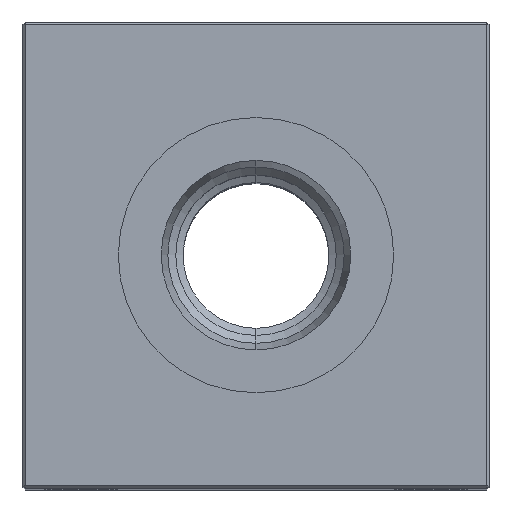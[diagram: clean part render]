
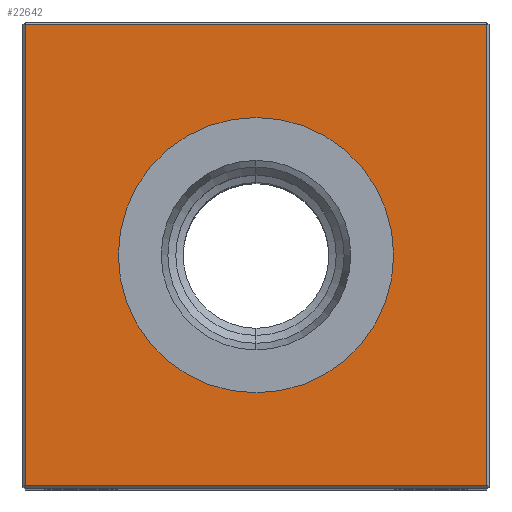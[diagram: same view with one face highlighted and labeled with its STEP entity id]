
A CAD part, top view. The second image highlights one B-rep face of the part: STEP entity #22642.
In plain terms, the highlighted planar face has unit normal (0, 0, 1).
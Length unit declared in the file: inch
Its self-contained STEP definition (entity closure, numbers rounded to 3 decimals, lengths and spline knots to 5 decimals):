
#1270 = ORIENTED_EDGE ( 'NONE', *, *, #16247, .T. ) ;
#2481 = AXIS2_PLACEMENT_3D ( 'NONE', #22067, #15917, #3360 ) ;
#3205 = EDGE_LOOP ( 'NONE', ( #13145, #25832 ) ) ;
#3319 = VERTEX_POINT ( 'NONE', #7982 ) ;
#3360 = DIRECTION ( 'NONE',  ( -1., 0., 0. ) ) ;
#3937 = ORIENTED_EDGE ( 'NONE', *, *, #24484, .T. ) ;
#4175 = CARTESIAN_POINT ( 'NONE',  ( -0.99, 0., 4.25 ) ) ;
#5443 = DIRECTION ( 'NONE',  ( 1., 0., 0. ) ) ;
#5716 = CARTESIAN_POINT ( 'NONE',  ( 0.99, 0.99, 4.25 ) ) ;
#5760 = VECTOR ( 'NONE', #17056, 39.37008 ) ;
#6267 = EDGE_CURVE ( 'NONE', #25907, #9771, #24159, .T. ) ;
#6428 = CARTESIAN_POINT ( 'NONE',  ( -0.99, 0.99, 4.25 ) ) ;
#7603 = DIRECTION ( 'NONE',  ( -1., 0., 0. ) ) ;
#7982 = CARTESIAN_POINT ( 'NONE',  ( 0., 0.59055, 4.25 ) ) ;
#8040 = CARTESIAN_POINT ( 'NONE',  ( 0.99, -0.99, 4.25 ) ) ;
#8094 = VERTEX_POINT ( 'NONE', #24035 ) ;
#9118 = CARTESIAN_POINT ( 'NONE',  ( 0., 0.99, 4.25 ) ) ;
#9304 = EDGE_CURVE ( 'NONE', #8094, #3319, #23827, .T. ) ;
#9583 = EDGE_CURVE ( 'NONE', #3319, #8094, #25586, .T. ) ;
#9729 = PLANE ( 'NONE',  #24197 ) ;
#9771 = VERTEX_POINT ( 'NONE', #8040 ) ;
#9863 = DIRECTION ( 'NONE',  ( 0., 0., -1. ) ) ;
#11198 = CARTESIAN_POINT ( 'NONE',  ( -0.99, -0.99, 4.25 ) ) ;
#11511 = ORIENTED_EDGE ( 'NONE', *, *, #19104, .T. ) ;
#11780 = FACE_BOUND ( 'NONE', #3205, .T. ) ;
#12358 = LINE ( 'NONE', #4175, #20926 ) ;
#12860 = DIRECTION ( 'NONE',  ( 0., 1., 0. ) ) ;
#13145 = ORIENTED_EDGE ( 'NONE', *, *, #9583, .T. ) ;
#13354 = ORIENTED_EDGE ( 'NONE', *, *, #6267, .T. ) ;
#13877 = EDGE_LOOP ( 'NONE', ( #3937, #13354, #1270, #11511 ) ) ;
#15917 = DIRECTION ( 'NONE',  ( 0., 0., -1. ) ) ;
#15999 = AXIS2_PLACEMENT_3D ( 'NONE', #20055, #18132, #7603 ) ;
#16247 = EDGE_CURVE ( 'NONE', #9771, #18854, #21076, .T. ) ;
#16473 = VERTEX_POINT ( 'NONE', #6428 ) ;
#17016 = DIRECTION ( 'NONE',  ( 0., -1., 0. ) ) ;
#17056 = DIRECTION ( 'NONE',  ( -1., 0., 0. ) ) ;
#17222 = CARTESIAN_POINT ( 'NONE',  ( 0.99, 0., 4.25 ) ) ;
#18132 = DIRECTION ( 'NONE',  ( 0., 0., -1. ) ) ;
#18377 = VECTOR ( 'NONE', #5443, 39.37008 ) ;
#18854 = VERTEX_POINT ( 'NONE', #5716 ) ;
#19104 = EDGE_CURVE ( 'NONE', #18854, #16473, #19114, .T. ) ;
#19114 = LINE ( 'NONE', #9118, #5760 ) ;
#19728 = CARTESIAN_POINT ( 'NONE',  ( 0., 0., 4.25 ) ) ;
#20055 = CARTESIAN_POINT ( 'NONE',  ( 0., 0., 4.25 ) ) ;
#20073 = CARTESIAN_POINT ( 'NONE',  ( 0., -0.99, 4.25 ) ) ;
#20313 = VECTOR ( 'NONE', #12860, 39.37008 ) ;
#20926 = VECTOR ( 'NONE', #17016, 39.37008 ) ;
#21076 = LINE ( 'NONE', #17222, #20313 ) ;
#22038 = DIRECTION ( 'NONE',  ( -1., 0., 0. ) ) ;
#22067 = CARTESIAN_POINT ( 'NONE',  ( 0., 0., 4.25 ) ) ;
#22642 = ADVANCED_FACE ( 'NONE', ( #26258, #11780 ), #9729, .F. ) ;
#23827 = CIRCLE ( 'NONE', #15999, 0.59055 ) ;
#24035 = CARTESIAN_POINT ( 'NONE',  ( 0., -0.59055, 4.25 ) ) ;
#24159 = LINE ( 'NONE', #20073, #18377 ) ;
#24197 = AXIS2_PLACEMENT_3D ( 'NONE', #19728, #9863, #22038 ) ;
#24484 = EDGE_CURVE ( 'NONE', #16473, #25907, #12358, .T. ) ;
#25586 = CIRCLE ( 'NONE', #2481, 0.59055 ) ;
#25832 = ORIENTED_EDGE ( 'NONE', *, *, #9304, .T. ) ;
#25907 = VERTEX_POINT ( 'NONE', #11198 ) ;
#26258 = FACE_OUTER_BOUND ( 'NONE', #13877, .T. ) ;
